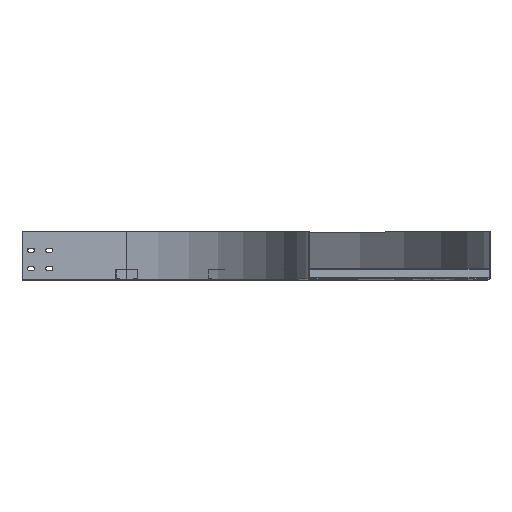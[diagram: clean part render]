
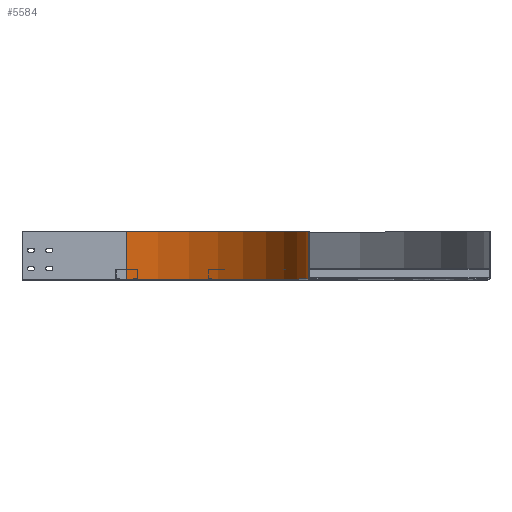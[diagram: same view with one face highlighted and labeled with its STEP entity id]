
A CAD part, top view. The second image highlights one B-rep face of the part: STEP entity #5584.
In plain terms, the highlighted cylindrical face has radius 300 mm (diameter 600 mm), a partial arc.
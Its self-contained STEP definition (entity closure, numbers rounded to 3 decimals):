
#117 = EDGE_CURVE ( 'NONE', #6495, #6501, #2005, .T. ) ;
#124 = EDGE_CURVE ( 'NONE', #6493, #6502, #2013, .T. ) ;
#125 = EDGE_CURVE ( 'NONE', #6501, #6502, #2016, .T. ) ;
#548 = FACE_OUTER_BOUND ( 'NONE', #5718, .T. ) ;
#552 = CYLINDRICAL_SURFACE ( 'NONE', #5009, 300. ) ;
#979 = CARTESIAN_POINT ( 'NONE',  ( 0., -41.13, -173. ) ) ;
#980 = DIRECTION ( 'NONE',  ( 0., -1., 0. ) ) ;
#1410 = DIRECTION ( 'NONE',  ( 0., 0., 1. ) ) ;
#1417 = DIRECTION ( 'NONE',  ( 0., 1., 0. ) ) ;
#1418 = CARTESIAN_POINT ( 'NONE',  ( -300., 0., -173. ) ) ;
#2005 = CIRCLE ( 'NONE', #4675, 300. ) ;
#2013 = CIRCLE ( 'NONE', #4679, 300. ) ;
#2016 = LINE ( 'NONE', #6753, #2020 ) ;
#2020 = VECTOR ( 'NONE', #6750, 1000. ) ;
#2232 = VECTOR ( 'NONE', #980, 1000. ) ;
#2245 = LINE ( 'NONE', #979, #2232 ) ;
#2884 = CARTESIAN_POINT ( 'NONE',  ( 0., -41.13, -173. ) ) ;
#2886 = CARTESIAN_POINT ( 'NONE',  ( 0., 37.07, -173. ) ) ;
#2892 = CARTESIAN_POINT ( 'NONE',  ( -300., 37.07, -473. ) ) ;
#2893 = CARTESIAN_POINT ( 'NONE',  ( -300., -41.13, -473. ) ) ;
#4527 = EDGE_CURVE ( 'NONE', #6495, #6493, #2245, .T. ) ;
#4675 = AXIS2_PLACEMENT_3D ( 'NONE', #6732, #6733, #6734 ) ;
#4679 = AXIS2_PLACEMENT_3D ( 'NONE', #6754, #6755, #6756 ) ;
#5009 = AXIS2_PLACEMENT_3D ( 'NONE', #1418, #1417, #1410 ) ;
#5584 = ADVANCED_FACE ( 'NONE', ( #548 ), #552, .F. ) ;
#5718 = EDGE_LOOP ( 'NONE', ( #6138, #6139, #6140, #6141 ) ) ;
#6138 = ORIENTED_EDGE ( 'NONE', *, *, #4527, .F. ) ;
#6139 = ORIENTED_EDGE ( 'NONE', *, *, #117, .T. ) ;
#6140 = ORIENTED_EDGE ( 'NONE', *, *, #125, .T. ) ;
#6141 = ORIENTED_EDGE ( 'NONE', *, *, #124, .F. ) ;
#6493 = VERTEX_POINT ( 'NONE', #2884 ) ;
#6495 = VERTEX_POINT ( 'NONE', #2886 ) ;
#6501 = VERTEX_POINT ( 'NONE', #2892 ) ;
#6502 = VERTEX_POINT ( 'NONE', #2893 ) ;
#6732 = CARTESIAN_POINT ( 'NONE',  ( -300., 37.07, -173. ) ) ;
#6733 = DIRECTION ( 'NONE',  ( 0., 1., 0. ) ) ;
#6734 = DIRECTION ( 'NONE',  ( 0., 0., 1. ) ) ;
#6750 = DIRECTION ( 'NONE',  ( 0., -1., 0. ) ) ;
#6753 = CARTESIAN_POINT ( 'NONE',  ( -300., -41.13, -473. ) ) ;
#6754 = CARTESIAN_POINT ( 'NONE',  ( -300., -41.13, -173. ) ) ;
#6755 = DIRECTION ( 'NONE',  ( 0., 1., 0. ) ) ;
#6756 = DIRECTION ( 'NONE',  ( 0., 0., 1. ) ) ;
